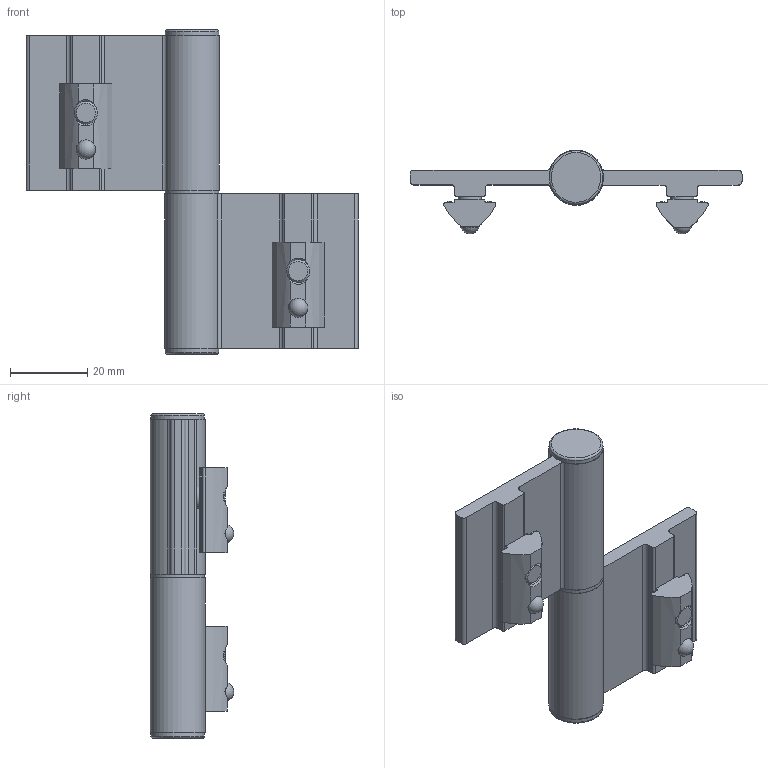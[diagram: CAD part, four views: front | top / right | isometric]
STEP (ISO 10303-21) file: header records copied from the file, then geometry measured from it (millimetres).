
FILE_DESCRIPTION(/* description */ ('Aluminium-Scharnier 40 leicht Flügel'),/* implementation_level */ '2;1');
FILE_NAME(/* name */ '202600030 Aluminium-Scharnier 40 leicht.stp',/* time_stamp */ '2020-03-02T11:29:32+01:00',/* author */ ('wheldmann'),/* organization */ (''),/* preprocessor_version */ 'ST-DEVELOPER v17.2',/* originating_system */ 'Autodesk Inventor 2019',/* authorisation */ '');
FILE_SCHEMA (('AUTOMOTIVE_DESIGN { 1 0 10303 214 3 1 1 }'));
Length unit declared in the file: millimetre
Products named in the file (7): Syskomp 202600030 Aluminium-Scharnier 40 leicht; 202600030 Aluminium-Scharnier 40 leicht Flügel; DIN 7991 - M6x14; 282200122 Nutenstein, 13,5x7,2mm, einschwenkbar, Nut 8, Führungss
teg, M6, l=22mm, Federkugel, gekerbt, Stahl, ; 202600030 Aluminium-Scharnier 40 leicht Buchse; 202600031 Abdeckkappe für Aluminium-Scharnier; 202600030 Aluminium-Scharnier 40 leicht Bolzen
Assembly tree (17 placements, depth 2):
  Syskomp 202600030 Aluminium-Scharnier 40 leicht
    202600030 Aluminium-Scharnier 40 leicht Flügel  x2
    202600030 Aluminium-Scharnier 40 leicht Buchse  x8
    DIN 7991 - M6x14  x2
    282200122 Nutenstein, 13,5x7,2mm, einschwenkbar, Nut 8, Führungss
teg, M6, l=22mm, Federkugel, gekerbt, Stahl,   x2
    202600031 Abdeckkappe für Aluminium-Scharnier  x2
    202600030 Aluminium-Scharnier 40 leicht Bolzen
Bounding box: 86 x 21.63 x 84 mm (x, y, z)
Volume: 28474.1 mm3; surface area: 22760 mm2
Topology: 23 solids, 23 shells, 293 faces, 763 edges, 520 vertices
Faces by surface type: plane 160, cylinder 73, cone 52, torus 6, sphere 2
Full cylindrical faces by diameter (mm): 4.2 x2, 5 x2, 5.9 x2, 6 x6, 6.4 x2, 8 x2, 12 x4, 13.9 x2, 14 x1
Entity records: 4290 total; most frequent: CARTESIAN_POINT 741, DIRECTION 728, ORIENTED_EDGE 636, EDGE_CURVE 318, AXIS2_PLACEMENT_3D 274, VERTEX_POINT 220, LINE 180, VECTOR 180
